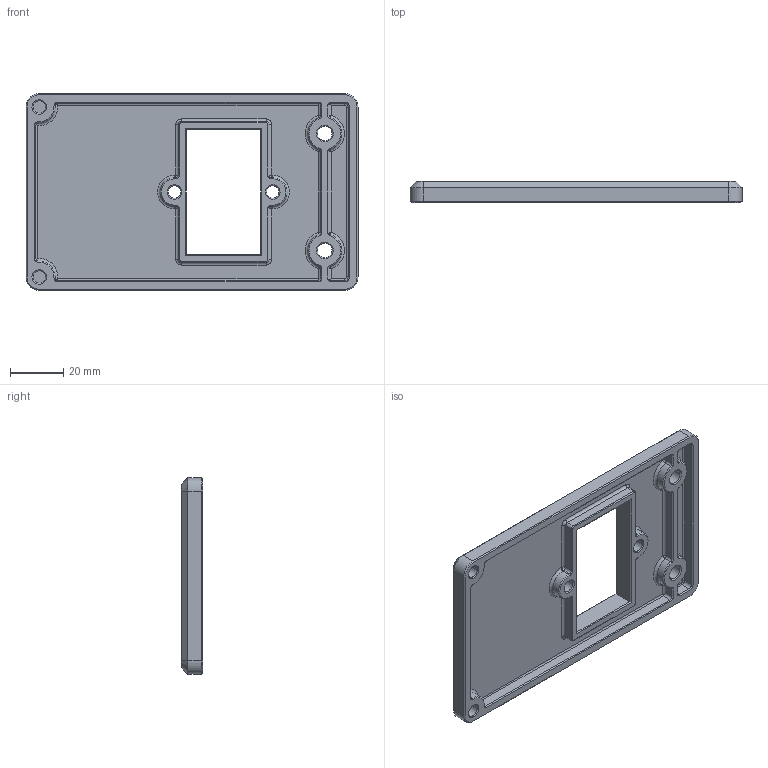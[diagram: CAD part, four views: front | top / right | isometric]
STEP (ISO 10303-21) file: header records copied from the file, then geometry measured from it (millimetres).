
FILE_DESCRIPTION(/* description */ (''),/* implementation_level */ '2;1');
FILE_NAME(/* name */ 'Electronics_Box_Power_Inlet_Schurter.step',/* time_stamp */ '2022-02-23T19:41:33+01:00',/* author */ (''),/* organization */ (''),/* preprocessor_version */ 'ST-DEVELOPER v18.1',/* originating_system */ 'Autodesk Translation Framework v10.13.0.1454',/* authorisation */ '');
FILE_SCHEMA (('AUTOMOTIVE_DESIGN { 1 0 10303 214 3 1 1 }'));
Length unit declared in the file: millimetre
Products named in the file (2): Electronics_Box_Power_Inlet_Schurter; Electronics_Box_Power_Inlet
Assembly tree (1 placements, depth 2):
  Electronics_Box_Power_Inlet_Schurter
    Electronics_Box_Power_Inlet
Bounding box: 125 x 8 x 74 mm (x, y, z)
Volume: 37196.5 mm3; surface area: 22604.9 mm2
Topology: 1 solids, 1 shells, 219 faces, 498 edges, 286 vertices
Faces by surface type: plane 75, cylinder 66, cone 52, torus 12, sphere 12, bspline 2
Full cylindrical faces by diameter (mm): 4.7 x4, 5.5 x2
Entity records: 6199 total; most frequent: CARTESIAN_POINT 1131, DIRECTION 1122, ORIENTED_EDGE 996, EDGE_CURVE 498, AXIS2_PLACEMENT_3D 419, VERTEX_POINT 286, LINE 284, VECTOR 284
